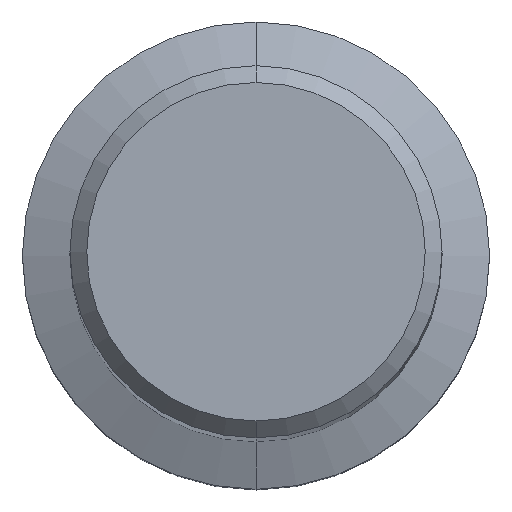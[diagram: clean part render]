
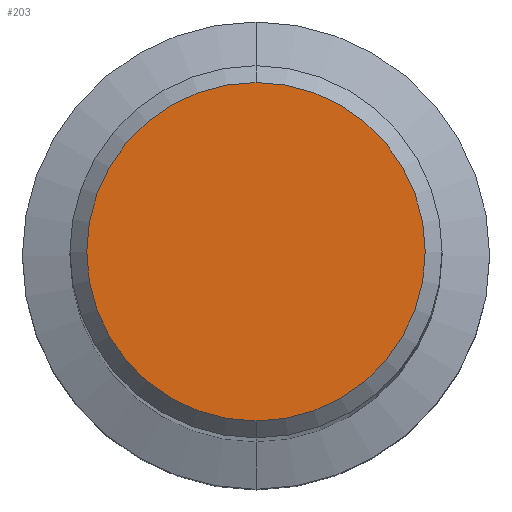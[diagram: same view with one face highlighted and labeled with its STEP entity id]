
A CAD part, top view. The second image highlights one B-rep face of the part: STEP entity #203.
In plain terms, the highlighted planar face has unit normal (0, 0, 1).
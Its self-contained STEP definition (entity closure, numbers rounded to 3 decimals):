
#123=EDGE_CURVE('',#145,#153,#322,.T.);
#145=VERTEX_POINT('',#345);
#153=VERTEX_POINT('',#353);
#203=ADVANCED_FACE('',(#412),#413,.T.);
#279=EDGE_CURVE('',#153,#145,#499,.T.);
#322=CIRCLE('',#538,8.05);
#345=CARTESIAN_POINT('',(0.,-8.05,0.0));
#353=CARTESIAN_POINT('',(0.0,8.05,0.0));
#412=FACE_OUTER_BOUND('',#645,.T.);
#413=PLANE('',#646);
#499=CIRCLE('',#763,8.05);
#538=AXIS2_PLACEMENT_3D('',#799,#800,#801);
#645=EDGE_LOOP('',(#910,#911));
#646=AXIS2_PLACEMENT_3D('',#912,#913,#914);
#763=AXIS2_PLACEMENT_3D('',#1024,#1025,#1026);
#799=CARTESIAN_POINT('',(0.0,0.0,0.0));
#800=DIRECTION('',(0.0,0.0,-1.0));
#801=DIRECTION('',(0.0,1.0,0.0));
#910=ORIENTED_EDGE('',*,*,#279,.F.);
#911=ORIENTED_EDGE('',*,*,#123,.F.);
#912=CARTESIAN_POINT('',(0.0,4.025,0.0));
#913=DIRECTION('',(-0.0,0.0,1.0));
#914=DIRECTION('',(0.0,-1.0,0.0));
#1024=CARTESIAN_POINT('',(0.0,0.0,0.0));
#1025=DIRECTION('',(0.0,0.0,-1.0));
#1026=DIRECTION('',(0.0,1.0,0.0));
